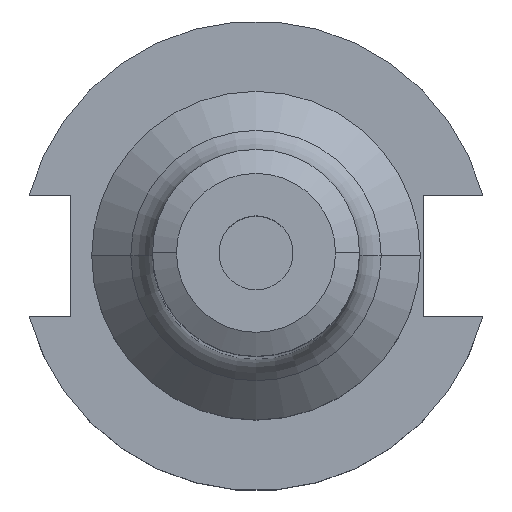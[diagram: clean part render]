
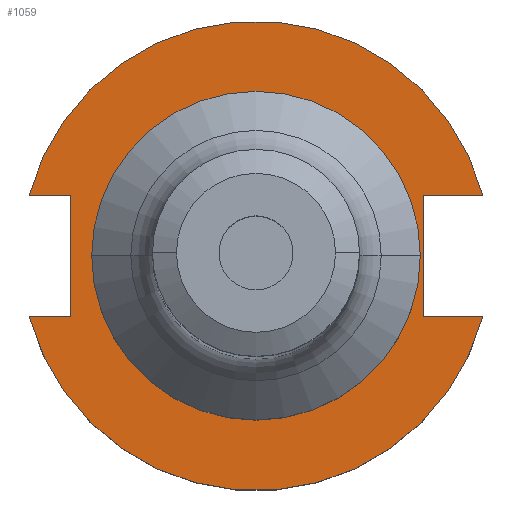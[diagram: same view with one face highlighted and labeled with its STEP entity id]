
A CAD part, top view. The second image highlights one B-rep face of the part: STEP entity #1059.
In plain terms, the highlighted planar face has unit normal (0, 0, 1).
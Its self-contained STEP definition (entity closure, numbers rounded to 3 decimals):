
#5 = VECTOR ( 'NONE', #1210, 1000. ) ;
#35 = DIRECTION ( 'NONE',  ( 1., 0., 0. ) ) ;
#39 = ORIENTED_EDGE ( 'NONE', *, *, #1070, .T. ) ;
#48 = DIRECTION ( 'NONE',  ( 0., 0., 1. ) ) ;
#60 = DIRECTION ( 'NONE',  ( 1., 0., 0. ) ) ;
#95 = CIRCLE ( 'NONE', #447, 31.75 ) ;
#122 = CARTESIAN_POINT ( 'NONE',  ( -22.225, 0., 19.05 ) ) ;
#123 = DIRECTION ( 'NONE',  ( 1., 0., 0. ) ) ;
#129 = LINE ( 'NONE', #373, #1285 ) ;
#165 = CIRCLE ( 'NONE', #403, 22.225 ) ;
#174 = ORIENTED_EDGE ( 'NONE', *, *, #430, .T. ) ;
#188 = EDGE_CURVE ( 'NONE', #1089, #546, #129, .T. ) ;
#213 = VECTOR ( 'NONE', #1402, 1000. ) ;
#237 = CARTESIAN_POINT ( 'NONE',  ( -25.091, -8.191, 19.05 ) ) ;
#273 = ORIENTED_EDGE ( 'NONE', *, *, #1200, .F. ) ;
#276 = CARTESIAN_POINT ( 'NONE',  ( 22.606, -8.191, 19.05 ) ) ;
#312 = VECTOR ( 'NONE', #1302, 1000. ) ;
#319 = VECTOR ( 'NONE', #460, 1000. ) ;
#344 = VECTOR ( 'NONE', #1148, 1000. ) ;
#373 = CARTESIAN_POINT ( 'NONE',  ( 0., -8.191, 19.05 ) ) ;
#401 = ORIENTED_EDGE ( 'NONE', *, *, #1757, .F. ) ;
#403 = AXIS2_PLACEMENT_3D ( 'NONE', #1499, #1253, #123 ) ;
#425 = CARTESIAN_POINT ( 'NONE',  ( -30.675, -8.191, 19.05 ) ) ;
#429 = CARTESIAN_POINT ( 'NONE',  ( 30.675, -8.191, 19.05 ) ) ;
#430 = EDGE_CURVE ( 'NONE', #579, #1505, #1423, .T. ) ;
#431 = DIRECTION ( 'NONE',  ( -1., 0., 0. ) ) ;
#447 = AXIS2_PLACEMENT_3D ( 'NONE', #1127, #1287, #1019 ) ;
#457 = CARTESIAN_POINT ( 'NONE',  ( 0., 0., 19.05 ) ) ;
#460 = DIRECTION ( 'NONE',  ( 1., 0., 0. ) ) ;
#464 = VERTEX_POINT ( 'NONE', #524 ) ;
#498 = ORIENTED_EDGE ( 'NONE', *, *, #1637, .F. ) ;
#515 = DIRECTION ( 'NONE',  ( 1., 0., 0. ) ) ;
#524 = CARTESIAN_POINT ( 'NONE',  ( 30.675, 8.191, 19.05 ) ) ;
#546 = VERTEX_POINT ( 'NONE', #429 ) ;
#556 = CARTESIAN_POINT ( 'NONE',  ( 22.606, 22.225, 19.05 ) ) ;
#579 = VERTEX_POINT ( 'NONE', #725 ) ;
#602 = DIRECTION ( 'NONE',  ( 0., 0., 1. ) ) ;
#604 = EDGE_LOOP ( 'NONE', ( #273, #498 ) ) ;
#635 = ORIENTED_EDGE ( 'NONE', *, *, #1494, .F. ) ;
#671 = VERTEX_POINT ( 'NONE', #1184 ) ;
#687 = FACE_BOUND ( 'NONE', #604, .T. ) ;
#725 = CARTESIAN_POINT ( 'NONE',  ( -25.091, 8.191, 19.05 ) ) ;
#726 = CARTESIAN_POINT ( 'NONE',  ( 0., 22.225, 19.05 ) ) ;
#731 = LINE ( 'NONE', #944, #5 ) ;
#742 = EDGE_CURVE ( 'NONE', #671, #579, #1870, .T. ) ;
#797 = EDGE_LOOP ( 'NONE', ( #174, #635, #1565, #934, #39, #401, #927, #1088 ) ) ;
#870 = CARTESIAN_POINT ( 'NONE',  ( 0., 8.191, 19.05 ) ) ;
#890 = CARTESIAN_POINT ( 'NONE',  ( 22.225, 0., 19.05 ) ) ;
#927 = ORIENTED_EDGE ( 'NONE', *, *, #1111, .T. ) ;
#934 = ORIENTED_EDGE ( 'NONE', *, *, #188, .F. ) ;
#944 = CARTESIAN_POINT ( 'NONE',  ( -61.091, -8.191, 19.05 ) ) ;
#995 = CIRCLE ( 'NONE', #1714, 31.75 ) ;
#1019 = DIRECTION ( 'NONE',  ( 1., 0., 0. ) ) ;
#1059 = ADVANCED_FACE ( 'NONE', ( #687, #1160 ), #1734, .F. ) ;
#1070 = EDGE_CURVE ( 'NONE', #1089, #1727, #1510, .T. ) ;
#1088 = ORIENTED_EDGE ( 'NONE', *, *, #742, .T. ) ;
#1089 = VERTEX_POINT ( 'NONE', #276 ) ;
#1111 = EDGE_CURVE ( 'NONE', #464, #671, #995, .T. ) ;
#1127 = CARTESIAN_POINT ( 'NONE',  ( 0., 0., 19.05 ) ) ;
#1148 = DIRECTION ( 'NONE',  ( 0., 1., 0. ) ) ;
#1160 = FACE_OUTER_BOUND ( 'NONE', #797, .T. ) ;
#1184 = CARTESIAN_POINT ( 'NONE',  ( -30.675, 8.191, 19.05 ) ) ;
#1200 = EDGE_CURVE ( 'NONE', #1591, #1652, #165, .T. ) ;
#1210 = DIRECTION ( 'NONE',  ( 1., 0., 0. ) ) ;
#1228 = CIRCLE ( 'NONE', #1623, 22.225 ) ;
#1253 = DIRECTION ( 'NONE',  ( 0., 0., 1. ) ) ;
#1279 = CARTESIAN_POINT ( 'NONE',  ( 22.606, 8.191, 19.05 ) ) ;
#1285 = VECTOR ( 'NONE', #515, 1000. ) ;
#1287 = DIRECTION ( 'NONE',  ( 0., 0., 1. ) ) ;
#1297 = DIRECTION ( 'NONE',  ( 0., 0., -1. ) ) ;
#1302 = DIRECTION ( 'NONE',  ( -1., 0., 0. ) ) ;
#1326 = CARTESIAN_POINT ( 'NONE',  ( -61.091, 8.191, 19.05 ) ) ;
#1402 = DIRECTION ( 'NONE',  ( 0., -1., 0. ) ) ;
#1405 = VERTEX_POINT ( 'NONE', #425 ) ;
#1418 = AXIS2_PLACEMENT_3D ( 'NONE', #726, #1297, #431 ) ;
#1423 = LINE ( 'NONE', #1544, #213 ) ;
#1460 = EDGE_CURVE ( 'NONE', #1405, #546, #95, .T. ) ;
#1494 = EDGE_CURVE ( 'NONE', #1405, #1505, #731, .T. ) ;
#1499 = CARTESIAN_POINT ( 'NONE',  ( 0., 0., 19.05 ) ) ;
#1505 = VERTEX_POINT ( 'NONE', #237 ) ;
#1510 = LINE ( 'NONE', #556, #344 ) ;
#1544 = CARTESIAN_POINT ( 'NONE',  ( -25.091, 8.191, 19.05 ) ) ;
#1565 = ORIENTED_EDGE ( 'NONE', *, *, #1460, .T. ) ;
#1573 = LINE ( 'NONE', #870, #312 ) ;
#1591 = VERTEX_POINT ( 'NONE', #890 ) ;
#1623 = AXIS2_PLACEMENT_3D ( 'NONE', #457, #602, #60 ) ;
#1637 = EDGE_CURVE ( 'NONE', #1652, #1591, #1228, .T. ) ;
#1644 = CARTESIAN_POINT ( 'NONE',  ( 0., 0., 19.05 ) ) ;
#1652 = VERTEX_POINT ( 'NONE', #122 ) ;
#1714 = AXIS2_PLACEMENT_3D ( 'NONE', #1644, #48, #35 ) ;
#1727 = VERTEX_POINT ( 'NONE', #1279 ) ;
#1734 = PLANE ( 'NONE',  #1418 ) ;
#1757 = EDGE_CURVE ( 'NONE', #464, #1727, #1573, .T. ) ;
#1870 = LINE ( 'NONE', #1326, #319 ) ;
